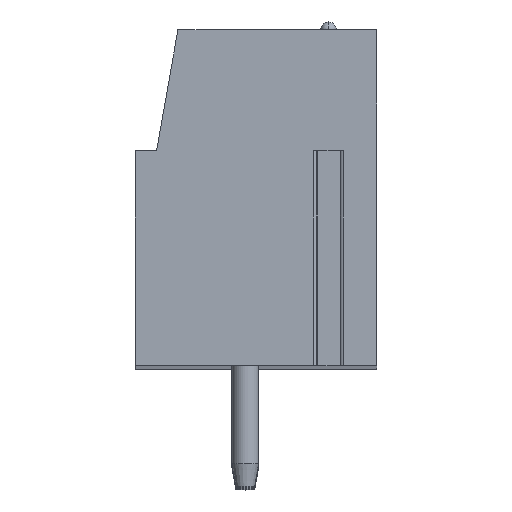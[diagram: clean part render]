
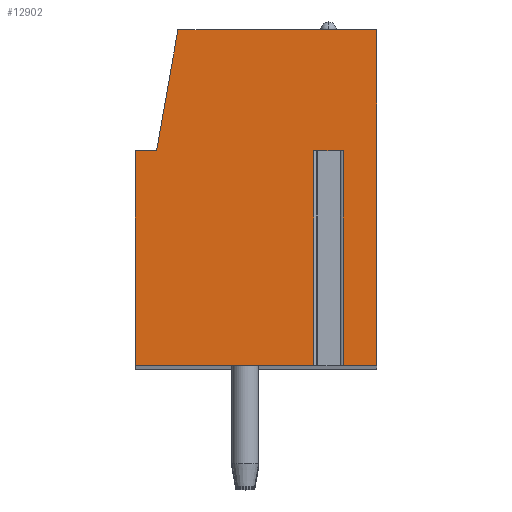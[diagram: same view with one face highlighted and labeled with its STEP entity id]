
A CAD part, top view. The second image highlights one B-rep face of the part: STEP entity #12902.
In plain terms, the highlighted planar face has unit normal (0, 0, 1).
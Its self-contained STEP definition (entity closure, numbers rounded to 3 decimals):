
#13=DIRECTION('',(-1.,0.,0.));
#14=VECTOR('',#13,1.112);
#15=CARTESIAN_POINT('',(3.256,1.75,73.66));
#16=LINE('',#15,#14);
#17=DIRECTION('',(0.,-1.,0.));
#18=VECTOR('',#17,8.);
#19=CARTESIAN_POINT('',(2.144,1.75,73.66));
#20=LINE('',#19,#18);
#21=DIRECTION('',(1.,0.,0.));
#22=VECTOR('',#21,6.644);
#23=CARTESIAN_POINT('',(-4.5,-6.25,73.66));
#24=LINE('',#23,#22);
#25=DIRECTION('',(0.,-1.,0.));
#26=VECTOR('',#25,8.);
#27=CARTESIAN_POINT('',(-4.5,1.75,73.66));
#28=LINE('',#27,#26);
#29=DIRECTION('',(-1.,0.,0.));
#30=VECTOR('',#29,0.8);
#31=CARTESIAN_POINT('',(-3.7,1.75,73.66));
#32=LINE('',#31,#30);
#33=DIRECTION('',(-0.174,-0.985,0.));
#34=VECTOR('',#33,4.569);
#35=CARTESIAN_POINT('',(-2.907,6.25,73.66));
#36=LINE('',#35,#34);
#37=DIRECTION('',(-1.,0.,0.));
#38=VECTOR('',#37,7.407);
#39=CARTESIAN_POINT('',(4.5,6.25,73.66));
#40=LINE('',#39,#38);
#41=DIRECTION('',(0.,1.,0.));
#42=VECTOR('',#41,12.5);
#43=CARTESIAN_POINT('',(4.5,-6.25,73.66));
#44=LINE('',#43,#42);
#45=DIRECTION('',(1.,0.,0.));
#46=VECTOR('',#45,1.244);
#47=CARTESIAN_POINT('',(3.256,-6.25,73.66));
#48=LINE('',#47,#46);
#49=DIRECTION('',(0.,-1.,0.));
#50=VECTOR('',#49,8.);
#51=CARTESIAN_POINT('',(3.256,1.75,73.66));
#52=LINE('',#51,#50);
#10155=CARTESIAN_POINT('',(-3.7,1.75,73.66));
#10156=CARTESIAN_POINT('',(-4.5,1.75,73.66));
#10157=VERTEX_POINT('',#10155);
#10158=VERTEX_POINT('',#10156);
#10159=CARTESIAN_POINT('',(-4.5,-6.25,73.66));
#10160=VERTEX_POINT('',#10159);
#10161=CARTESIAN_POINT('',(4.5,-6.25,73.66));
#10162=CARTESIAN_POINT('',(4.5,6.25,73.66));
#10163=VERTEX_POINT('',#10161);
#10164=VERTEX_POINT('',#10162);
#10165=CARTESIAN_POINT('',(-2.907,6.25,73.66));
#10166=VERTEX_POINT('',#10165);
#10215=CARTESIAN_POINT('',(3.256,1.75,73.66));
#10216=CARTESIAN_POINT('',(2.144,1.75,73.66));
#10217=VERTEX_POINT('',#10215);
#10218=VERTEX_POINT('',#10216);
#10219=CARTESIAN_POINT('',(2.144,-6.25,73.66));
#10220=VERTEX_POINT('',#10219);
#10221=CARTESIAN_POINT('',(3.256,-6.25,73.66));
#10222=VERTEX_POINT('',#10221);
#12875=CARTESIAN_POINT('',(0.,0.,73.66));
#12876=DIRECTION('',(0.,0.,1.));
#12877=DIRECTION('',(1.,0.,0.));
#12878=AXIS2_PLACEMENT_3D('',#12875,#12876,#12877);
#12879=PLANE('',#12878);
#12881=ORIENTED_EDGE('',*,*,#12880,.T.);
#12883=ORIENTED_EDGE('',*,*,#12882,.T.);
#12885=ORIENTED_EDGE('',*,*,#12884,.F.);
#12887=ORIENTED_EDGE('',*,*,#12886,.F.);
#12889=ORIENTED_EDGE('',*,*,#12888,.F.);
#12891=ORIENTED_EDGE('',*,*,#12890,.F.);
#12893=ORIENTED_EDGE('',*,*,#12892,.F.);
#12895=ORIENTED_EDGE('',*,*,#12894,.F.);
#12897=ORIENTED_EDGE('',*,*,#12896,.F.);
#12899=ORIENTED_EDGE('',*,*,#12898,.F.);
#12900=EDGE_LOOP('',(#12881,#12883,#12885,#12887,#12889,#12891,#12893,#12895,
#12897,#12899));
#12901=FACE_OUTER_BOUND('',#12900,.F.);
#12880=EDGE_CURVE('',#10217,#10218,#16,.T.);
#12882=EDGE_CURVE('',#10218,#10220,#20,.T.);
#12884=EDGE_CURVE('',#10160,#10220,#24,.T.);
#12886=EDGE_CURVE('',#10158,#10160,#28,.T.);
#12888=EDGE_CURVE('',#10157,#10158,#32,.T.);
#12890=EDGE_CURVE('',#10166,#10157,#36,.T.);
#12892=EDGE_CURVE('',#10164,#10166,#40,.T.);
#12894=EDGE_CURVE('',#10163,#10164,#44,.T.);
#12896=EDGE_CURVE('',#10222,#10163,#48,.T.);
#12898=EDGE_CURVE('',#10217,#10222,#52,.T.);
#12902=ADVANCED_FACE('',(#12901),#12879,.T.);
